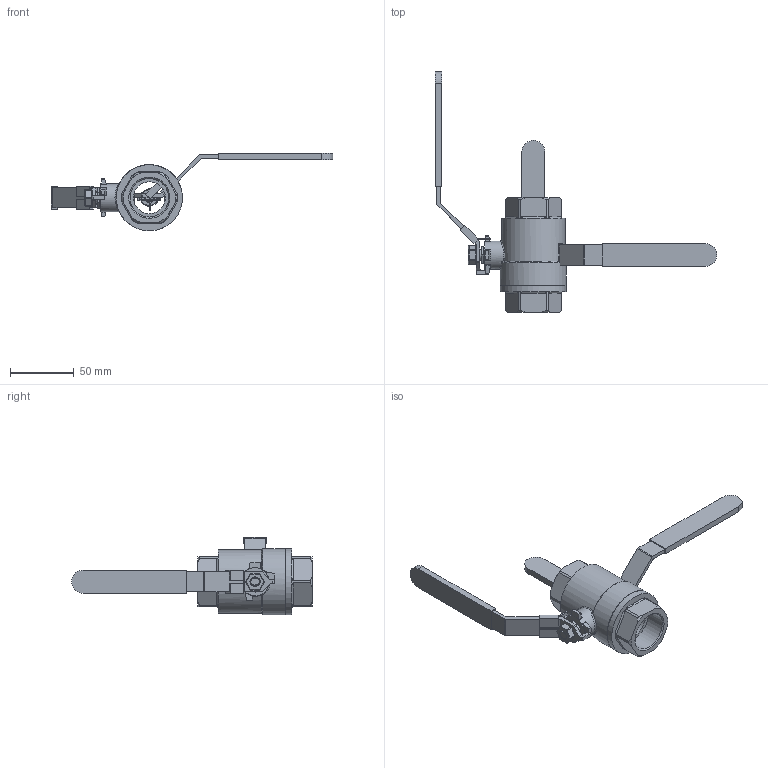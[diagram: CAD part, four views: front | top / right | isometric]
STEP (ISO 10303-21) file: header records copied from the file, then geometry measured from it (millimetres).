
FILE_DESCRIPTION( ( 'Unknown' ), '1' );
FILE_NAME( '8.105.025.stp', 'Unknown', ( 'Unknown' ), ( 'Unknown' ), 'PSStep 13.0', 'Unknown', ' ' );
FILE_SCHEMA( ( 'AUTOMOTIVE_DESIGN { 1 0 10303 214 1 1 1 1 }' ) );
Length unit declared in the file: millimetre
Products named in the file (7): Assem1; Hebel 025_032; Ummantelung 025_032; Lasche 025_032; 8.105.025; M8
Bounding box: 221 x 189 x 61 mm (x, y, z)
Volume: 265764.7 mm3; surface area: 99077.6 mm2
Topology: 13 solids, 13 shells, 531 faces, 1422 edges, 946 vertices
Faces by surface type: plane 316, cylinder 161, cone 38, bspline 16
Full cylindrical faces by diameter (mm): 6.647 x2, 8 x2, 12 x2, 22 x2, 25 x2, 30.291 x4, 50 x2, 51.5 x2, 52 x4
Entity records: 10403 total; most frequent: CARTESIAN_POINT 2901, ORIENTED_EDGE 1180, DIRECTION 1108, EDGE_CURVE 590, VERTEX_POINT 400, AXIS2_PLACEMENT_3D 372, LINE 364, VECTOR 364
